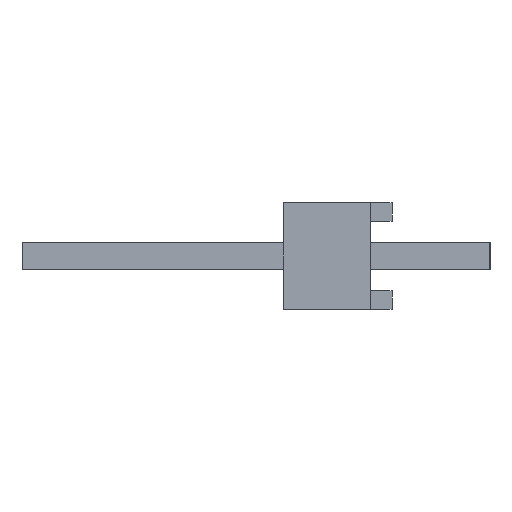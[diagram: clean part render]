
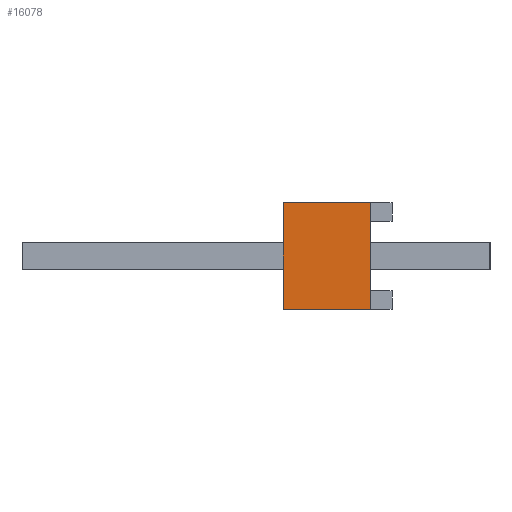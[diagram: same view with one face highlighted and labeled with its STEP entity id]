
A CAD part, left-side view. The second image highlights one B-rep face of the part: STEP entity #16078.
In plain terms, the highlighted planar face has unit normal (-1, 0, 0).
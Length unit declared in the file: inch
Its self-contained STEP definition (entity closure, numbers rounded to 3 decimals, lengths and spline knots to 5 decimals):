
#112 = EDGE_CURVE ( 'NONE', #10556, #5015, #11570, .T. ) ;
#301 = VECTOR ( 'NONE', #17734, 39.37008 ) ;
#1030 = CARTESIAN_POINT ( 'NONE',  ( -0.75, 0.1, -0.049 ) ) ;
#1546 = CARTESIAN_POINT ( 'NONE',  ( -0.75, 0.1, -0.049 ) ) ;
#1951 = VECTOR ( 'NONE', #5691, 39.37008 ) ;
#2264 = EDGE_LOOP ( 'NONE', ( #13658, #17575, #19030, #6122 ) ) ;
#2838 = LINE ( 'NONE', #1546, #11805 ) ;
#2842 = CARTESIAN_POINT ( 'NONE',  ( -0.75, 0.1, -0.049 ) ) ;
#3216 = DIRECTION ( 'NONE',  ( 0., 0., 1. ) ) ;
#5015 = VERTEX_POINT ( 'NONE', #7598 ) ;
#5691 = DIRECTION ( 'NONE',  ( 0., -1., 0. ) ) ;
#5807 = EDGE_CURVE ( 'NONE', #13104, #18597, #14980, .T. ) ;
#5928 = CARTESIAN_POINT ( 'NONE',  ( -0.75, 0.1, 0.049 ) ) ;
#6122 = ORIENTED_EDGE ( 'NONE', *, *, #5807, .T. ) ;
#7598 = CARTESIAN_POINT ( 'NONE',  ( -0.75, 0.02, 0.049 ) ) ;
#7609 = VECTOR ( 'NONE', #13865, 39.37008 ) ;
#7909 = LINE ( 'NONE', #14485, #301 ) ;
#8836 = CARTESIAN_POINT ( 'NONE',  ( -0.75, 0.1, -0.049 ) ) ;
#10556 = VERTEX_POINT ( 'NONE', #5928 ) ;
#11570 = LINE ( 'NONE', #12134, #7609 ) ;
#11805 = VECTOR ( 'NONE', #3216, 39.37008 ) ;
#11875 = PLANE ( 'NONE',  #19108 ) ;
#12134 = CARTESIAN_POINT ( 'NONE',  ( -0.75, 0.1, 0.049 ) ) ;
#13104 = VERTEX_POINT ( 'NONE', #8836 ) ;
#13150 = DIRECTION ( 'NONE',  ( 0., 0., -1. ) ) ;
#13419 = DIRECTION ( 'NONE',  ( 1., 0., 0. ) ) ;
#13658 = ORIENTED_EDGE ( 'NONE', *, *, #17198, .F. ) ;
#13865 = DIRECTION ( 'NONE',  ( 0., -1., 0. ) ) ;
#14485 = CARTESIAN_POINT ( 'NONE',  ( -0.75, 0.02, -0.049 ) ) ;
#14980 = LINE ( 'NONE', #1030, #1951 ) ;
#16078 = ADVANCED_FACE ( 'NONE', ( #17512 ), #11875, .F. ) ;
#16094 = CARTESIAN_POINT ( 'NONE',  ( -0.75, 0.02, -0.049 ) ) ;
#17198 = EDGE_CURVE ( 'NONE', #5015, #18597, #7909, .T. ) ;
#17512 = FACE_OUTER_BOUND ( 'NONE', #2264, .T. ) ;
#17575 = ORIENTED_EDGE ( 'NONE', *, *, #112, .F. ) ;
#17734 = DIRECTION ( 'NONE',  ( 0., 0., -1. ) ) ;
#18597 = VERTEX_POINT ( 'NONE', #16094 ) ;
#18807 = EDGE_CURVE ( 'NONE', #13104, #10556, #2838, .T. ) ;
#19030 = ORIENTED_EDGE ( 'NONE', *, *, #18807, .F. ) ;
#19108 = AXIS2_PLACEMENT_3D ( 'NONE', #2842, #13419, #13150 ) ;
